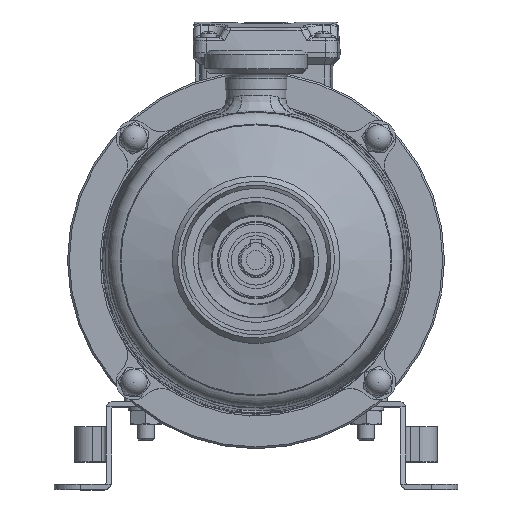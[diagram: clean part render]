
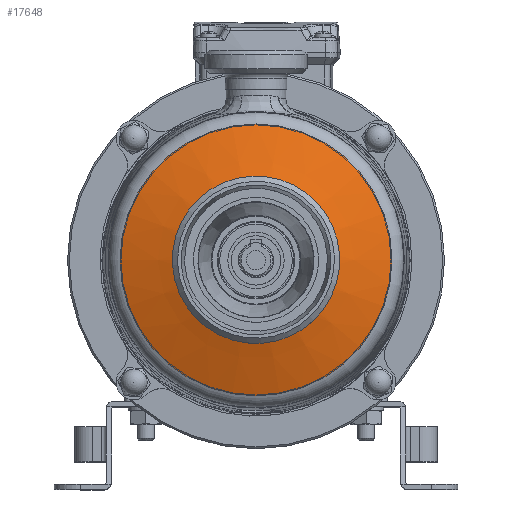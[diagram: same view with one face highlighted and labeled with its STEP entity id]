
A CAD part, top view. The second image highlights one B-rep face of the part: STEP entity #17648.
In plain terms, the highlighted conical face has half-angle 71.5 degrees and reference radius 55.83 mm.
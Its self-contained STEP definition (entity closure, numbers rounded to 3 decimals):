
#17648=ADVANCED_FACE('',(#35632,#35634),#35636,.T.);
#35632=FACE_OUTER_BOUND('',#35633,.T.);
#35633=EDGE_LOOP('',(#45892));
#35634=FACE_OUTER_BOUND('',#35635,.T.);
#35635=EDGE_LOOP('',(#45893));
#35636=CONICAL_SURFACE('',#35637,55.83,1.248);
#35637=AXIS2_PLACEMENT_3D('',#35638,#35639,#35640);
#35638=CARTESIAN_POINT('',(98.831,0.,0.));
#35639=DIRECTION('',(-1.,0.,0.));
#35640=DIRECTION('',(0.,-1.,0.));
#45892=ORIENTED_EDGE('',*,*,#50858,.T.);
#45893=ORIENTED_EDGE('',*,*,#50852,.F.);
#50852=EDGE_CURVE('',#58333,#58333,#58334,.T.);
#50858=EDGE_CURVE('',#58344,#58344,#58345,.T.);
#58333=VERTEX_POINT('',#86629);
#58334=CIRCLE('',#86630,77.16);
#58344=VERTEX_POINT('',#86658);
#58345=CIRCLE('',#86659,34.5);
#86629=CARTESIAN_POINT('',(91.694,-77.16,0.));
#86630=AXIS2_PLACEMENT_3D('',#86631,#86632,#86633);
#86631=CARTESIAN_POINT('',(91.694,0.,0.));
#86632=DIRECTION('',(-1.,0.,0.));
#86633=DIRECTION('',(0.,-1.,0.));
#86658=CARTESIAN_POINT('',(105.968,-34.5,0.));
#86659=AXIS2_PLACEMENT_3D('',#86660,#86661,#86662);
#86660=CARTESIAN_POINT('',(105.968,0.,0.));
#86661=DIRECTION('',(-1.,0.,0.));
#86662=DIRECTION('',(0.,-1.,0.));
